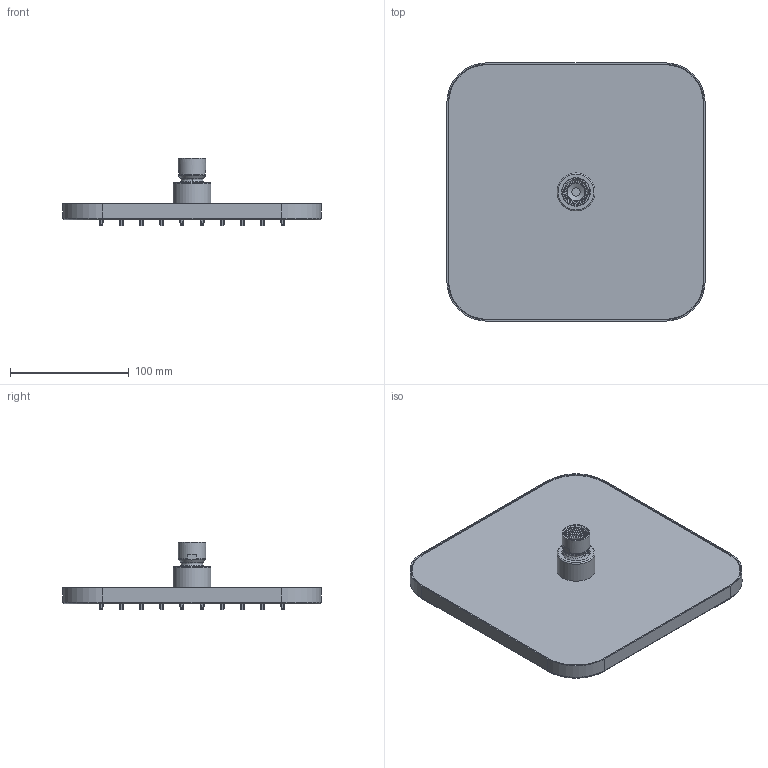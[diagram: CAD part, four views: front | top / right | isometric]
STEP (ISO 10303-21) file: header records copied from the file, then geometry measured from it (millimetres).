
FILE_DESCRIPTION(/* description */ ('Unknown'),/* implementation_level */ '2;1');
FILE_NAME(/* name */ 'GL100-00',/* time_stamp */ '2021-04-12T14:51:22+02:00',/* author */ ('Unknown'),/* organization */ ('Unknown'),/* preprocessor_version */ 'ST-DEVELOPER v16.7',/* originating_system */ 'DEX',/* authorisation */ $);
FILE_SCHEMA (('AUTOMOTIVE_DESIGN {1 0 10303 214 3 1 1}'));
Products named in the file (7): GL100-00; C063065_02100ZZ; E055031_08700ZZ_ASM_oa_0; A064030_12900ZZ; C099007_02100ZZ; C027013_02100ZZ; C020025_20900LI
Assembly tree (6 placements, depth 3):
  GL100-00
    C063065_02100ZZ
    E055031_08700ZZ_ASM_oa_0
      A064030_12900ZZ
    C099007_02100ZZ
    C027013_02100ZZ
    C020025_20900LI
Bounding box: 217.5 x 217.5 x 56.6 mm (x, y, z)
Volume: 175433.8 mm3; surface area: 285125.2 mm2
Topology: 5 solids, 5 shells, 2610 faces, 6717 edges, 4240 vertices
Faces by surface type: plane 1015, cylinder 904, bspline 458, cone 119, torus 113, sphere 1
Full cylindrical faces by diameter (mm): 3.2 x4, 7 x5, 9 x4, 15 x1, 16.5 x1, 19 x4, 23.2 x1, 24 x1, 28.1 x1, 29 x1, 32 x1
Entity records: 89037 total; most frequent: CARTESIAN_POINT 25653, DIRECTION 13303, ORIENTED_EDGE 12856, EDGE_CURVE 6428, AXIS2_PLACEMENT_3D 4884, VERTEX_POINT 4199, LINE 3535, VECTOR 3535
